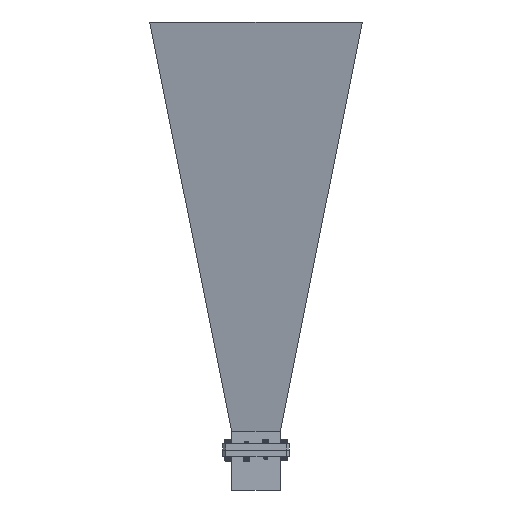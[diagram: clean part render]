
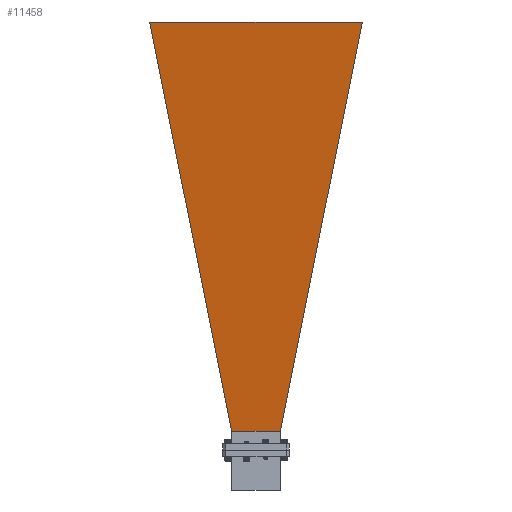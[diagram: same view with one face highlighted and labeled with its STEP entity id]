
A CAD part, front view. The second image highlights one B-rep face of the part: STEP entity #11458.
In plain terms, the highlighted face is planar.
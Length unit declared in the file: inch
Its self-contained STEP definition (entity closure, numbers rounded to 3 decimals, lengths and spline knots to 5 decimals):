
#1256 = VERTEX_POINT ( 'NONE', #4310 ) ;
#1493 = ORIENTED_EDGE ( 'NONE', *, *, #14365, .T. ) ;
#2050 = ORIENTED_EDGE ( 'NONE', *, *, #4727, .T. ) ;
#2174 = DIRECTION ( 'NONE',  ( -0.159, 0., 0.987 ) ) ;
#2507 = DIRECTION ( 'NONE',  ( 0.156, -0.194, -0.968 ) ) ;
#4021 = CARTESIAN_POINT ( 'NONE',  ( -0.51561, -0.91356, 1.95904 ) ) ;
#4310 = CARTESIAN_POINT ( 'NONE',  ( -3.0039, -4.00801, 17.3915 ) ) ;
#4727 = EDGE_CURVE ( 'NONE', #1256, #8745, #13989, .T. ) ;
#5066 = CARTESIAN_POINT ( 'NONE',  ( -0.51561, -0.91356, 1.95904 ) ) ;
#5102 = EDGE_CURVE ( 'NONE', #8745, #12208, #12909, .T. ) ;
#5143 = DIRECTION ( 'NONE',  ( -0.156, -0.194, 0.968 ) ) ;
#5215 = LINE ( 'NONE', #5066, #13189 ) ;
#5506 = DIRECTION ( 'NONE',  ( 0., -1., 0. ) ) ;
#5780 = FACE_OUTER_BOUND ( 'NONE', #12649, .T. ) ;
#6151 = ORIENTED_EDGE ( 'NONE', *, *, #6258, .T. ) ;
#6258 = EDGE_CURVE ( 'NONE', #10522, #1256, #5215, .T. ) ;
#6261 = VECTOR ( 'NONE', #9588, 39.37008 ) ;
#6814 = CARTESIAN_POINT ( 'NONE',  ( -1.75748, 0., 9.6612 ) ) ;
#7283 = CARTESIAN_POINT ( 'NONE',  ( -3.0039, 0., 17.3915 ) ) ;
#7502 = AXIS2_PLACEMENT_3D ( 'NONE', #6814, #7922, #2174 ) ;
#7922 = DIRECTION ( 'NONE',  ( -0.987, 0., -0.159 ) ) ;
#8745 = VERTEX_POINT ( 'NONE', #11441 ) ;
#8951 = CARTESIAN_POINT ( 'NONE',  ( -0.51561, 0.91356, 1.95904 ) ) ;
#9255 = CARTESIAN_POINT ( 'NONE',  ( -3.0039, 4.00801, 17.3915 ) ) ;
#9588 = DIRECTION ( 'NONE',  ( 0., 1., 0. ) ) ;
#10100 = CARTESIAN_POINT ( 'NONE',  ( -0.51561, 0., 1.95904 ) ) ;
#10482 = ORIENTED_EDGE ( 'NONE', *, *, #5102, .T. ) ;
#10522 = VERTEX_POINT ( 'NONE', #4021 ) ;
#11441 = CARTESIAN_POINT ( 'NONE',  ( -3.0039, 4.00801, 17.3915 ) ) ;
#11458 = ADVANCED_FACE ( 'NONE', ( #5780 ), #12631, .T. ) ;
#12208 = VERTEX_POINT ( 'NONE', #8951 ) ;
#12631 = PLANE ( 'NONE',  #7502 ) ;
#12649 = EDGE_LOOP ( 'NONE', ( #6151, #2050, #10482, #1493 ) ) ;
#12909 = LINE ( 'NONE', #9255, #14561 ) ;
#13189 = VECTOR ( 'NONE', #5143, 39.37008 ) ;
#13762 = VECTOR ( 'NONE', #5506, 39.37008 ) ;
#13989 = LINE ( 'NONE', #7283, #6261 ) ;
#14157 = LINE ( 'NONE', #10100, #13762 ) ;
#14365 = EDGE_CURVE ( 'NONE', #12208, #10522, #14157, .T. ) ;
#14561 = VECTOR ( 'NONE', #2507, 39.37008 ) ;
